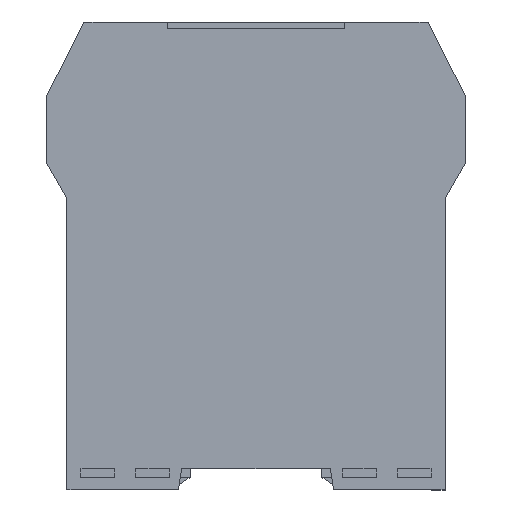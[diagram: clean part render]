
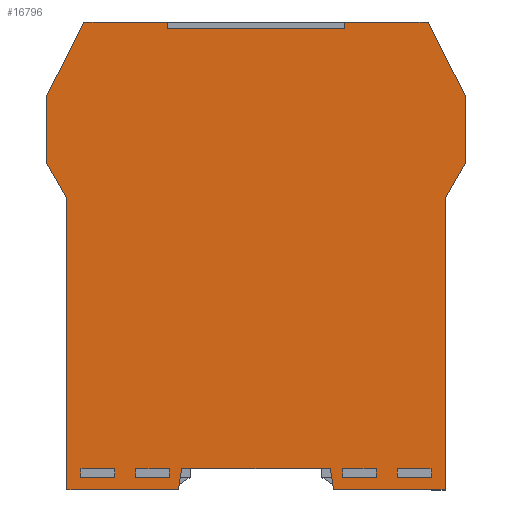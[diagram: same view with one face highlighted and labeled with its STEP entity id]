
A CAD part, top view. The second image highlights one B-rep face of the part: STEP entity #16796.
In plain terms, the highlighted planar face has unit normal (0, 0, 1).
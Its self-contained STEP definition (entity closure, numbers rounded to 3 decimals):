
#704=LINE('',#23959,#2754);
#708=LINE('',#23968,#2758);
#712=LINE('',#23977,#2762);
#716=LINE('',#23986,#2766);
#730=LINE('',#24015,#2780);
#734=LINE('',#24024,#2784);
#738=LINE('',#24033,#2788);
#742=LINE('',#24042,#2792);
#762=LINE('',#24080,#2812);
#773=LINE('',#24102,#2823);
#786=LINE('',#24126,#2836);
#797=LINE('',#24146,#2847);
#805=LINE('',#24162,#2855);
#832=LINE('',#24228,#2882);
#834=LINE('',#24233,#2884);
#1220=LINE('',#25048,#3270);
#1223=LINE('',#25053,#3273);
#1225=LINE('',#25058,#3275);
#1227=LINE('',#25064,#3277);
#1229=LINE('',#25068,#3279);
#1231=LINE('',#25072,#3281);
#1233=LINE('',#25075,#3283);
#1234=LINE('',#25077,#3284);
#1235=LINE('',#25080,#3285);
#1237=LINE('',#25083,#3287);
#1238=LINE('',#25084,#3288);
#1239=LINE('',#25085,#3289);
#1240=LINE('',#25086,#3290);
#1241=LINE('',#25087,#3291);
#1243=LINE('',#25091,#3293);
#1245=LINE('',#25095,#3295);
#1247=LINE('',#25099,#3297);
#1249=LINE('',#25103,#3299);
#1251=LINE('',#25106,#3301);
#2754=VECTOR('',#19285,10.);
#2758=VECTOR('',#19291,10.);
#2762=VECTOR('',#19297,10.);
#2766=VECTOR('',#19303,10.);
#2780=VECTOR('',#19323,10.);
#2784=VECTOR('',#19329,10.);
#2788=VECTOR('',#19335,10.);
#2792=VECTOR('',#19341,10.);
#2812=VECTOR('',#19369,10.);
#2823=VECTOR('',#19388,10.);
#2836=VECTOR('',#19411,10.);
#2847=VECTOR('',#19430,10.);
#2855=VECTOR('',#19446,10.);
#2882=VECTOR('',#19489,10.);
#2884=VECTOR('',#19493,10.);
#3270=VECTOR('',#20257,10.);
#3273=VECTOR('',#20262,10.);
#3275=VECTOR('',#20266,10.);
#3277=VECTOR('',#20274,10.);
#3279=VECTOR('',#20278,10.);
#3281=VECTOR('',#20282,10.);
#3283=VECTOR('',#20286,10.);
#3284=VECTOR('',#20289,10.);
#3285=VECTOR('',#20292,10.);
#3287=VECTOR('',#20296,10.);
#3288=VECTOR('',#20297,10.);
#3289=VECTOR('',#20298,10.);
#3290=VECTOR('',#20299,10.);
#3291=VECTOR('',#20300,10.);
#3293=VECTOR('',#20304,10.);
#3295=VECTOR('',#20308,10.);
#3297=VECTOR('',#20312,10.);
#3299=VECTOR('',#20316,10.);
#3301=VECTOR('',#20320,10.);
#4798=PLANE('',#17863);
#5311=FACE_BOUND('',#6640,.T.);
#5312=FACE_BOUND('',#6641,.T.);
#5313=FACE_BOUND('',#6642,.T.);
#5314=FACE_BOUND('',#6643,.T.);
#5706=FACE_OUTER_BOUND('',#6639,.T.);
#6639=EDGE_LOOP('',(#13342,#13343,#13344,#13345,#13346,#13347,#13348,#13349,
#13350,#13351,#13352,#13353,#13354,#13355,#13356,#13357,#13358,#13359));
#6640=EDGE_LOOP('',(#13360,#13361,#13362,#13363));
#6641=EDGE_LOOP('',(#13364,#13365,#13366,#13367));
#6642=EDGE_LOOP('',(#13368,#13369,#13370,#13371));
#6643=EDGE_LOOP('',(#13372,#13373,#13374,#13375));
#7892=VERTEX_POINT('',#23957);
#7893=VERTEX_POINT('',#23958);
#7896=VERTEX_POINT('',#23966);
#7897=VERTEX_POINT('',#23967);
#7900=VERTEX_POINT('',#23975);
#7901=VERTEX_POINT('',#23976);
#7904=VERTEX_POINT('',#23984);
#7905=VERTEX_POINT('',#23985);
#7916=VERTEX_POINT('',#24013);
#7917=VERTEX_POINT('',#24014);
#7920=VERTEX_POINT('',#24022);
#7921=VERTEX_POINT('',#24023);
#7924=VERTEX_POINT('',#24031);
#7925=VERTEX_POINT('',#24032);
#7928=VERTEX_POINT('',#24040);
#7929=VERTEX_POINT('',#24041);
#7964=VERTEX_POINT('',#24159);
#7965=VERTEX_POINT('',#24161);
#7996=VERTEX_POINT('',#24226);
#7997=VERTEX_POINT('',#24230);
#7998=VERTEX_POINT('',#24232);
#8237=VERTEX_POINT('',#25045);
#8238=VERTEX_POINT('',#25047);
#8239=VERTEX_POINT('',#25051);
#8240=VERTEX_POINT('',#25055);
#8241=VERTEX_POINT('',#25057);
#8242=VERTEX_POINT('',#25063);
#8243=VERTEX_POINT('',#25067);
#8244=VERTEX_POINT('',#25071);
#8245=VERTEX_POINT('',#25079);
#8246=VERTEX_POINT('',#25090);
#8247=VERTEX_POINT('',#25094);
#8248=VERTEX_POINT('',#25098);
#8249=VERTEX_POINT('',#25102);
#9537=EDGE_CURVE('',#7892,#7893,#704,.T.);
#9541=EDGE_CURVE('',#7896,#7897,#708,.T.);
#9545=EDGE_CURVE('',#7900,#7901,#712,.T.);
#9549=EDGE_CURVE('',#7904,#7905,#716,.T.);
#9563=EDGE_CURVE('',#7916,#7917,#730,.T.);
#9567=EDGE_CURVE('',#7920,#7921,#734,.T.);
#9571=EDGE_CURVE('',#7924,#7925,#738,.T.);
#9575=EDGE_CURVE('',#7928,#7929,#742,.T.);
#9595=EDGE_CURVE('',#7905,#7900,#762,.T.);
#9606=EDGE_CURVE('',#7897,#7892,#773,.T.);
#9619=EDGE_CURVE('',#7921,#7916,#786,.T.);
#9630=EDGE_CURVE('',#7929,#7924,#797,.T.);
#9638=EDGE_CURVE('',#7964,#7965,#805,.T.);
#9672=EDGE_CURVE('',#7996,#7964,#832,.T.);
#9674=EDGE_CURVE('',#7997,#7998,#834,.T.);
#10078=EDGE_CURVE('',#8237,#8238,#1220,.T.);
#10081=EDGE_CURVE('',#8239,#8237,#1223,.T.);
#10083=EDGE_CURVE('',#8240,#8241,#1225,.T.);
#10085=EDGE_CURVE('',#8241,#8242,#1227,.T.);
#10087=EDGE_CURVE('',#8242,#8243,#1229,.T.);
#10089=EDGE_CURVE('',#8243,#8244,#1231,.T.);
#10091=EDGE_CURVE('',#8244,#8239,#1233,.T.);
#10092=EDGE_CURVE('',#8238,#7996,#1234,.T.);
#10093=EDGE_CURVE('',#7965,#8245,#1235,.T.);
#10095=EDGE_CURVE('',#7925,#7928,#1237,.T.);
#10096=EDGE_CURVE('',#7917,#7920,#1238,.T.);
#10097=EDGE_CURVE('',#8245,#7997,#1239,.T.);
#10098=EDGE_CURVE('',#7901,#7904,#1240,.T.);
#10099=EDGE_CURVE('',#7893,#7896,#1241,.T.);
#10101=EDGE_CURVE('',#7998,#8246,#1243,.T.);
#10103=EDGE_CURVE('',#8246,#8247,#1245,.T.);
#10105=EDGE_CURVE('',#8247,#8248,#1247,.T.);
#10107=EDGE_CURVE('',#8248,#8249,#1249,.T.);
#10109=EDGE_CURVE('',#8249,#8240,#1251,.T.);
#13342=ORIENTED_EDGE('',*,*,#10085,.F.);
#13343=ORIENTED_EDGE('',*,*,#10083,.F.);
#13344=ORIENTED_EDGE('',*,*,#10109,.F.);
#13345=ORIENTED_EDGE('',*,*,#10107,.F.);
#13346=ORIENTED_EDGE('',*,*,#10105,.F.);
#13347=ORIENTED_EDGE('',*,*,#10103,.F.);
#13348=ORIENTED_EDGE('',*,*,#10101,.F.);
#13349=ORIENTED_EDGE('',*,*,#9674,.F.);
#13350=ORIENTED_EDGE('',*,*,#10097,.F.);
#13351=ORIENTED_EDGE('',*,*,#10093,.F.);
#13352=ORIENTED_EDGE('',*,*,#9638,.F.);
#13353=ORIENTED_EDGE('',*,*,#9672,.F.);
#13354=ORIENTED_EDGE('',*,*,#10092,.F.);
#13355=ORIENTED_EDGE('',*,*,#10078,.F.);
#13356=ORIENTED_EDGE('',*,*,#10081,.F.);
#13357=ORIENTED_EDGE('',*,*,#10091,.F.);
#13358=ORIENTED_EDGE('',*,*,#10089,.F.);
#13359=ORIENTED_EDGE('',*,*,#10087,.F.);
#13360=ORIENTED_EDGE('',*,*,#9541,.T.);
#13361=ORIENTED_EDGE('',*,*,#9606,.T.);
#13362=ORIENTED_EDGE('',*,*,#9537,.T.);
#13363=ORIENTED_EDGE('',*,*,#10099,.T.);
#13364=ORIENTED_EDGE('',*,*,#9549,.T.);
#13365=ORIENTED_EDGE('',*,*,#9595,.T.);
#13366=ORIENTED_EDGE('',*,*,#9545,.T.);
#13367=ORIENTED_EDGE('',*,*,#10098,.T.);
#13368=ORIENTED_EDGE('',*,*,#9567,.T.);
#13369=ORIENTED_EDGE('',*,*,#9619,.T.);
#13370=ORIENTED_EDGE('',*,*,#9563,.T.);
#13371=ORIENTED_EDGE('',*,*,#10096,.T.);
#13372=ORIENTED_EDGE('',*,*,#9575,.T.);
#13373=ORIENTED_EDGE('',*,*,#9630,.T.);
#13374=ORIENTED_EDGE('',*,*,#9571,.T.);
#13375=ORIENTED_EDGE('',*,*,#10095,.T.);
#16796=ADVANCED_FACE('',(#5706,#5311,#5312,#5313,#5314),#4798,.T.);
#17863=AXIS2_PLACEMENT_3D('',#25107,#20321,#20322);
#19285=DIRECTION('',(0.,1.,0.));
#19291=DIRECTION('',(0.,-1.,0.));
#19297=DIRECTION('',(0.,1.,0.));
#19303=DIRECTION('',(0.,-1.,0.));
#19323=DIRECTION('',(0.,1.,0.));
#19329=DIRECTION('',(0.,-1.,0.));
#19335=DIRECTION('',(0.,1.,0.));
#19341=DIRECTION('',(0.,-1.,0.));
#19369=DIRECTION('',(-1.,0.,0.));
#19388=DIRECTION('',(-1.,0.,0.));
#19411=DIRECTION('',(-1.,0.,0.));
#19430=DIRECTION('',(-1.,0.,0.));
#19446=DIRECTION('',(-1.,0.,0.));
#19489=DIRECTION('',(0.,-1.,0.));
#19493=DIRECTION('',(-0.148,-0.989,0.));
#20257=DIRECTION('',(0.,-1.,0.));
#20262=DIRECTION('',(0.451,-0.892,0.));
#20266=DIRECTION('',(1.,0.,0.));
#20274=DIRECTION('',(0.,-1.,0.));
#20278=DIRECTION('',(1.,0.,0.));
#20282=DIRECTION('',(0.,1.,0.));
#20286=DIRECTION('',(1.,0.,0.));
#20289=DIRECTION('',(-0.49,-0.872,0.));
#20292=DIRECTION('',(-0.148,0.989,0.));
#20296=DIRECTION('',(1.,0.,0.));
#20297=DIRECTION('',(1.,0.,0.));
#20298=DIRECTION('',(-1.,0.,0.));
#20299=DIRECTION('',(1.,0.,0.));
#20300=DIRECTION('',(1.,0.,0.));
#20304=DIRECTION('',(-1.,0.,0.));
#20308=DIRECTION('',(0.,1.,0.));
#20312=DIRECTION('',(-0.49,0.872,0.));
#20316=DIRECTION('',(0.,1.,0.));
#20320=DIRECTION('',(0.451,0.892,0.));
#20321=DIRECTION('center_axis',(0.,0.,1.));
#20322=DIRECTION('ref_axis',(1.,0.,0.));
#23957=CARTESIAN_POINT('',(-0.7,-107.25,8.75));
#23958=CARTESIAN_POINT('',(-0.7,-105.15,8.75));
#23959=CARTESIAN_POINT('',(-0.7,-81.623,8.75));
#23966=CARTESIAN_POINT('',(7.2,-105.15,8.75));
#23967=CARTESIAN_POINT('',(7.2,-107.25,8.75));
#23968=CARTESIAN_POINT('',(7.2,-80.573,8.75));
#23975=CARTESIAN_POINT('',(12.2,-107.25,8.75));
#23976=CARTESIAN_POINT('',(12.2,-105.15,8.75));
#23977=CARTESIAN_POINT('',(12.2,-81.623,8.75));
#23984=CARTESIAN_POINT('',(20.1,-105.15,8.75));
#23985=CARTESIAN_POINT('',(20.1,-107.25,8.75));
#23986=CARTESIAN_POINT('',(20.1,-80.573,8.75));
#24013=CARTESIAN_POINT('',(60.9,-107.25,8.75));
#24014=CARTESIAN_POINT('',(60.9,-105.15,8.75));
#24015=CARTESIAN_POINT('',(60.9,-81.623,8.75));
#24022=CARTESIAN_POINT('',(68.8,-105.15,8.75));
#24023=CARTESIAN_POINT('',(68.8,-107.25,8.75));
#24024=CARTESIAN_POINT('',(68.8,-80.573,8.75));
#24031=CARTESIAN_POINT('',(73.8,-107.25,8.75));
#24032=CARTESIAN_POINT('',(73.8,-105.15,8.75));
#24033=CARTESIAN_POINT('',(73.8,-81.623,8.75));
#24040=CARTESIAN_POINT('',(81.7,-105.15,8.75));
#24041=CARTESIAN_POINT('',(81.7,-107.25,8.75));
#24042=CARTESIAN_POINT('',(81.7,-80.573,8.75));
#24080=CARTESIAN_POINT('',(30.3,-107.25,8.75));
#24102=CARTESIAN_POINT('',(23.85,-107.25,8.75));
#24126=CARTESIAN_POINT('',(54.65,-107.25,8.75));
#24146=CARTESIAN_POINT('',(61.1,-107.25,8.75));
#24159=CARTESIAN_POINT('',(85.,-110.15,8.75));
#24161=CARTESIAN_POINT('',(58.75,-110.15,8.75));
#24162=CARTESIAN_POINT('',(85.,-110.15,8.75));
#24226=CARTESIAN_POINT('',(85.,-41.65,8.75));
#24228=CARTESIAN_POINT('',(85.,-41.65,8.75));
#24230=CARTESIAN_POINT('',(23.,-105.15,8.75));
#24232=CARTESIAN_POINT('',(22.25,-110.15,8.75));
#24233=CARTESIAN_POINT('',(23.,-105.15,8.75));
#25045=CARTESIAN_POINT('',(89.75,-17.3,8.75));
#25047=CARTESIAN_POINT('',(89.75,-33.2,8.75));
#25048=CARTESIAN_POINT('',(89.75,-17.3,8.75));
#25051=CARTESIAN_POINT('',(81.,0.,8.75));
#25053=CARTESIAN_POINT('',(81.,0.,8.75));
#25055=CARTESIAN_POINT('',(0.,0.,8.75));
#25057=CARTESIAN_POINT('',(19.6,0.,8.75));
#25058=CARTESIAN_POINT('',(0.,0.,8.75));
#25063=CARTESIAN_POINT('',(19.6,-1.5,8.75));
#25064=CARTESIAN_POINT('',(19.6,0.,8.75));
#25067=CARTESIAN_POINT('',(61.4,-1.5,8.75));
#25068=CARTESIAN_POINT('',(19.6,-1.5,8.75));
#25071=CARTESIAN_POINT('',(61.4,0.,8.75));
#25072=CARTESIAN_POINT('',(61.4,-1.5,8.75));
#25075=CARTESIAN_POINT('',(61.4,0.,8.75));
#25077=CARTESIAN_POINT('',(89.75,-33.2,8.75));
#25079=CARTESIAN_POINT('',(58.,-105.15,8.75));
#25080=CARTESIAN_POINT('',(58.75,-110.15,8.75));
#25083=CARTESIAN_POINT('',(57.15,-105.15,8.75));
#25084=CARTESIAN_POINT('',(50.7,-105.15,8.75));
#25085=CARTESIAN_POINT('',(58.,-105.15,8.75));
#25086=CARTESIAN_POINT('',(26.35,-105.15,8.75));
#25087=CARTESIAN_POINT('',(19.9,-105.15,8.75));
#25090=CARTESIAN_POINT('',(-4.,-110.15,8.75));
#25091=CARTESIAN_POINT('',(22.25,-110.15,8.75));
#25094=CARTESIAN_POINT('',(-4.,-41.65,8.75));
#25095=CARTESIAN_POINT('',(-4.,-110.15,8.75));
#25098=CARTESIAN_POINT('',(-8.75,-33.2,8.75));
#25099=CARTESIAN_POINT('',(-4.,-41.65,8.75));
#25102=CARTESIAN_POINT('',(-8.75,-17.3,8.75));
#25103=CARTESIAN_POINT('',(-8.75,-33.2,8.75));
#25106=CARTESIAN_POINT('',(-8.75,-17.3,8.75));
#25107=CARTESIAN_POINT('Origin',(40.5,-55.997,8.75));
